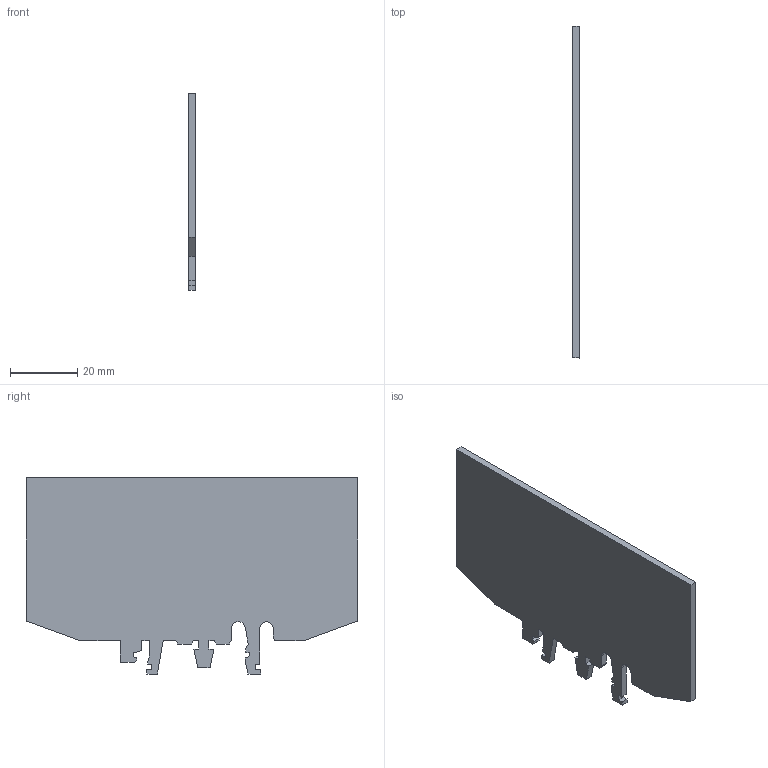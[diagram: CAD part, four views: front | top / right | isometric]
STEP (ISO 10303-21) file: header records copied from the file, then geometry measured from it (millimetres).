
FILE_DESCRIPTION(('Creo Elements/Direct Modeling STEP Export'),'2;1');
FILE_NAME('model.stp','2018-01-19T12:57:44',(''),(''),'Creo Elements/Direct Modeling STEP processor for AP214 (Solid Model)','Creo Elements/Direct Modeling 18.1I 14-Aug-2016 (C) Parametric Technology GmbH','');
FILE_SCHEMA(('AUTOMOTIVE_DESIGN { 1 0 10303 214 1 1 1 1 }'));
Length unit declared in the file: millimetre
Products named in the file (2): ATP_URTK_SP-select
Assembly tree (1 placements, depth 2):
  ATP_URTK_SP-select
    ATP_URTK_SP-select
Bounding box: 2.05 x 99 x 58.5 mm (x, y, z)
Volume: 9869.6 mm3; surface area: 10422 mm2
Topology: 1 solids, 1 shells, 65 faces, 189 edges, 126 vertices
Faces by surface type: plane 60, cylinder 5
Entity records: 2673 total; most frequent: CARTESIAN_POINT 381, ORIENTED_EDGE 378, DIRECTION 331, EDGE_CURVE 189, VECTOR 179, LINE 179, VERTEX_POINT 126, AXIS2_PLACEMENT_3D 76
